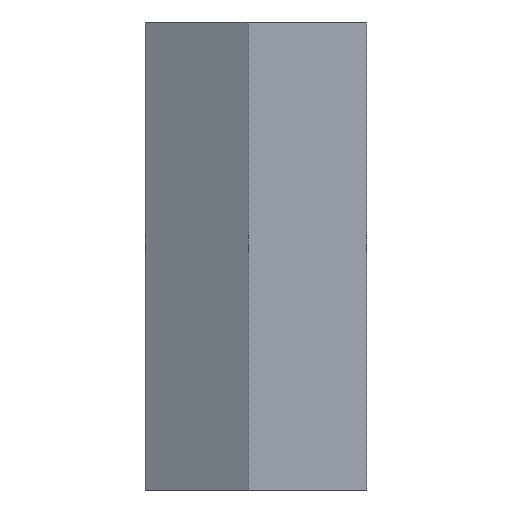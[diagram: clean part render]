
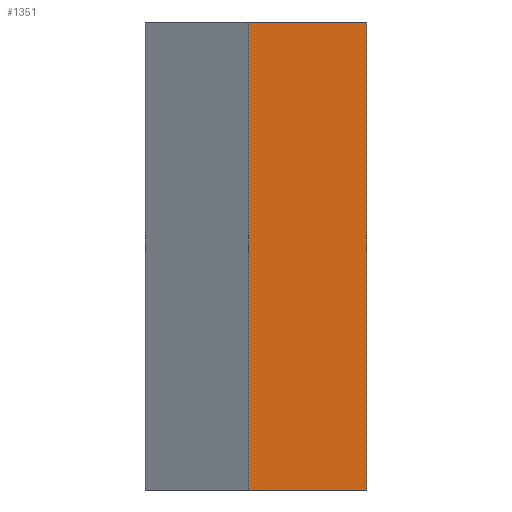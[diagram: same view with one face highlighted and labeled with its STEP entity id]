
A CAD part, left-side view. The second image highlights one B-rep face of the part: STEP entity #1351.
In plain terms, the highlighted planar face has unit normal (-1, 0, 0).
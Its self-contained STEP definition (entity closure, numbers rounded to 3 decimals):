
#600=CARTESIAN_POINT('',(-0.271,-0.702,0.0));
#601=VERTEX_POINT('',#600);
#608=CARTESIAN_POINT('',(-0.271,24.657,0.0));
#609=VERTEX_POINT('',#608);
#610=CARTESIAN_POINT('',(-0.271,24.657,0.0));
#611=DIRECTION('',(0.0,-1.0,0.0));
#612=VECTOR('',#611,25.359);
#613=LINE('',#610,#612);
#614=EDGE_CURVE('',#609,#601,#613,.T.);
#1309=CARTESIAN_POINT('',(-0.271,-0.702,100.0));
#1310=VERTEX_POINT('',#1309);
#1317=CARTESIAN_POINT('',(-0.271,-0.702,0.0));
#1318=DIRECTION('',(0.0,0.0,1.0));
#1319=VECTOR('',#1318,100.0);
#1320=LINE('',#1317,#1319);
#1321=EDGE_CURVE('',#601,#1310,#1320,.T.);
#1328=CARTESIAN_POINT('',(-0.271,-0.702,0.0));
#1329=DIRECTION('',(-1.0,0.0,0.0));
#1330=DIRECTION('',(0.0,0.0,1.0));
#1331=AXIS2_PLACEMENT_3D('',#1328,#1329,#1330);
#1332=PLANE('',#1331);
#1333=CARTESIAN_POINT('',(-0.271,24.657,100.0));
#1334=VERTEX_POINT('',#1333);
#1335=CARTESIAN_POINT('',(-0.271,-0.702,100.0));
#1336=DIRECTION('',(0.0,1.0,0.0));
#1337=VECTOR('',#1336,25.359);
#1338=LINE('',#1335,#1337);
#1339=EDGE_CURVE('',#1310,#1334,#1338,.T.);
#1340=ORIENTED_EDGE('',*,*,#1339,.T.);
#1341=CARTESIAN_POINT('',(-0.271,24.657,0.0));
#1342=DIRECTION('',(0.0,0.0,1.0));
#1343=VECTOR('',#1342,100.0);
#1344=LINE('',#1341,#1343);
#1345=EDGE_CURVE('',#609,#1334,#1344,.T.);
#1346=ORIENTED_EDGE('',*,*,#1345,.F.);
#1347=ORIENTED_EDGE('',*,*,#614,.T.);
#1348=ORIENTED_EDGE('',*,*,#1321,.T.);
#1349=EDGE_LOOP('',(#1340,#1346,#1347,#1348));
#1350=FACE_OUTER_BOUND('',#1349,.T.);
#1351=ADVANCED_FACE('',(#1350),#1332,.T.);
